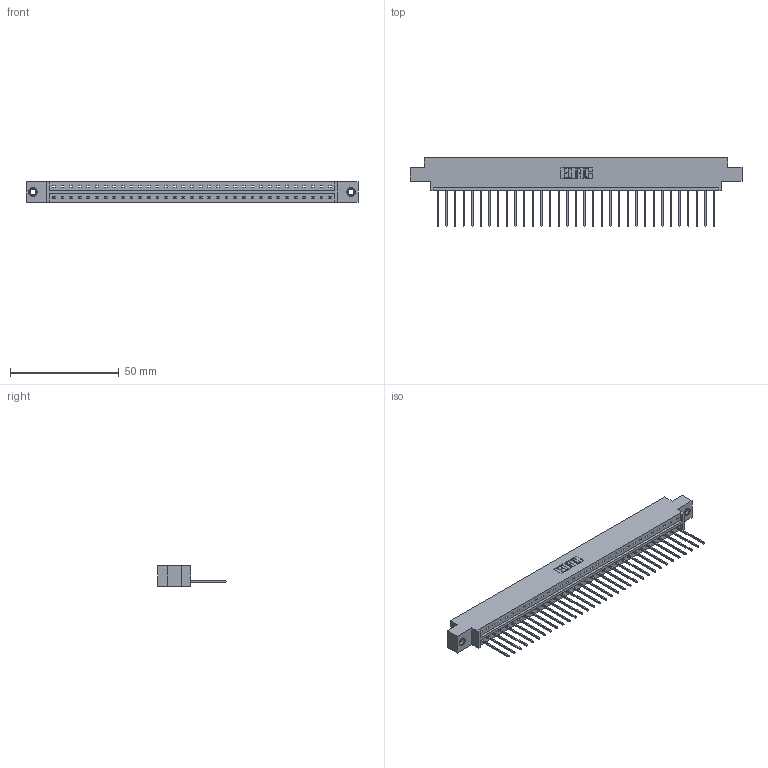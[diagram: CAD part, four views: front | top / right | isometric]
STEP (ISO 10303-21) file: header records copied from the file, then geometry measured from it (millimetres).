
FILE_DESCRIPTION (( 'STEP AP203' ), '1' );
FILE_NAME ('333-033-542-607.STEP', '2018-08-02T21:22:53', ( '' ), ( '' ), 'SwSTEP 2.0', 'SolidWorks 2016', '' );
FILE_SCHEMA (( 'CONFIG_CONTROL_DESIGN' ));
Length unit declared in the file: inch
Products named in the file (4): 333 Part_Offset - .156 Dia - TI; 345-292-001_345-293-142; 345-250-001_345-250-005-103; 333-033-542-607
Assembly tree (36 placements, depth 2):
  333-033-542-607
    333 Part_Offset - .156 Dia - TI
    345-292-001_345-293-142  x33
    345-250-001_345-250-005-103  x2
Bounding box: 152.3 x 31.63 x 9.4 mm (x, y, z)
Volume: 15080.2 mm3; surface area: 16976.6 mm2
Topology: 36 solids, 36 shells, 2092 faces, 6267 edges, 4126 vertices
Faces by surface type: plane 1492, cylinder 584, cone 12, torus 4
Entity records: 22674 total; most frequent: CARTESIAN_POINT 3896, ORIENTED_EDGE 3858, DIRECTION 3337, EDGE_CURVE 1929, LINE 1781, VECTOR 1781, VERTEX_POINT 1280, AXIS2_PLACEMENT_3D 778
